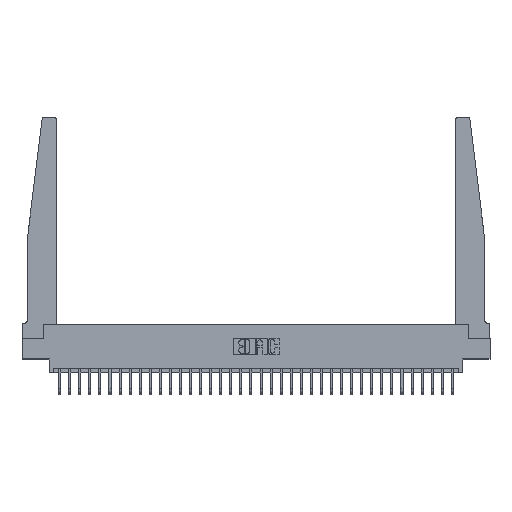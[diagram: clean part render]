
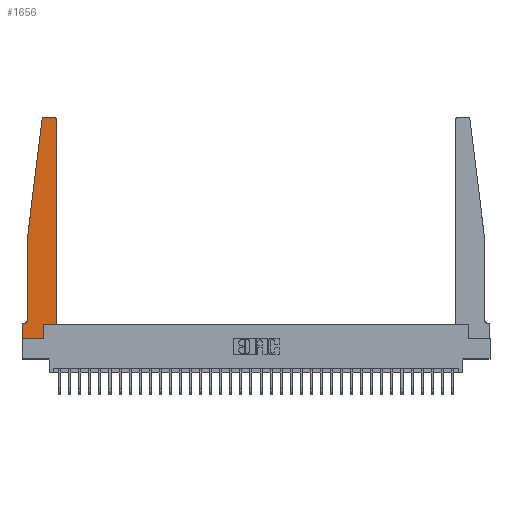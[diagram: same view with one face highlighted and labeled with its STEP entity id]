
A CAD part, top view. The second image highlights one B-rep face of the part: STEP entity #1656.
In plain terms, the highlighted planar face has unit normal (0, 0, 1).
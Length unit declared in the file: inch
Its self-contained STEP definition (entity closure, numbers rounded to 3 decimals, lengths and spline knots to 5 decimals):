
#53 = DIRECTION ( 'NONE',  ( 0., 1., 0. ) ) ;
#924 = EDGE_CURVE ( 'NONE', #14990, #13707, #24871, .T. ) ;
#956 = VECTOR ( 'NONE', #7876, 39.37008 ) ;
#1115 = EDGE_CURVE ( 'NONE', #9821, #2855, #2596, .T. ) ;
#1375 = EDGE_CURVE ( 'NONE', #13707, #1956, #22613, .T. ) ;
#1654 = DIRECTION ( 'NONE',  ( 0., 0., 1. ) ) ;
#1656 = ADVANCED_FACE ( 'NONE', ( #15057 ), #9465, .T. ) ;
#1956 = VERTEX_POINT ( 'NONE', #5353 ) ;
#2346 = VECTOR ( 'NONE', #5877, 39.37008 ) ;
#2418 = VECTOR ( 'NONE', #24182, 39.37008 ) ;
#2474 = CARTESIAN_POINT ( 'NONE',  ( 0.395, 2.75, 0.37 ) ) ;
#2526 = AXIS2_PLACEMENT_3D ( 'NONE', #17268, #7579, #25584 ) ;
#2596 = LINE ( 'NONE', #23313, #8774 ) ;
#2690 = EDGE_CURVE ( 'NONE', #30713, #26274, #21388, .T. ) ;
#2811 = CARTESIAN_POINT ( 'NONE',  ( 0.2605, 0.18, 0.37 ) ) ;
#2855 = VERTEX_POINT ( 'NONE', #7022 ) ;
#3284 = LINE ( 'NONE', #8732, #2418 ) ;
#4524 = VECTOR ( 'NONE', #19160, 39.37008 ) ;
#4830 = AXIS2_PLACEMENT_3D ( 'NONE', #21022, #7798, #31359 ) ;
#4980 = CARTESIAN_POINT ( 'NONE',  ( 0.2605, 0.18, 0.37 ) ) ;
#5238 = CARTESIAN_POINT ( 'NONE',  ( 0.065, 1.25, 0.37 ) ) ;
#5353 = CARTESIAN_POINT ( 'NONE',  ( 0.065, 0.2375, 0.37 ) ) ;
#5530 = CARTESIAN_POINT ( 'NONE',  ( 0., 0., 0.37 ) ) ;
#5776 = VECTOR ( 'NONE', #9718, 39.37008 ) ;
#5877 = DIRECTION ( 'NONE',  ( -1., 0., 0. ) ) ;
#6115 = CARTESIAN_POINT ( 'NONE',  ( 0.24675, 2.72367, 0.37 ) ) ;
#6577 = CARTESIAN_POINT ( 'NONE',  ( 0.395, 2.72, 0.37 ) ) ;
#6855 = EDGE_CURVE ( 'NONE', #2855, #21970, #26971, .T. ) ;
#7022 = CARTESIAN_POINT ( 'NONE',  ( 0.425, 2.72, 0.37 ) ) ;
#7277 = ORIENTED_EDGE ( 'NONE', *, *, #16594, .T. ) ;
#7371 = DIRECTION ( 'NONE',  ( -0.122, -0.992, 0. ) ) ;
#7579 = DIRECTION ( 'NONE',  ( 0., 0., 1. ) ) ;
#7798 = DIRECTION ( 'NONE',  ( 0., 0., 1. ) ) ;
#7876 = DIRECTION ( 'NONE',  ( 0., 1., 0. ) ) ;
#8420 = ORIENTED_EDGE ( 'NONE', *, *, #16145, .T. ) ;
#8732 = CARTESIAN_POINT ( 'NONE',  ( 0.425, 0.18, 0.37 ) ) ;
#8774 = VECTOR ( 'NONE', #53, 39.37008 ) ;
#8900 = AXIS2_PLACEMENT_3D ( 'NONE', #17906, #28257, #32699 ) ;
#9465 = PLANE ( 'NONE',  #2526 ) ;
#9718 = DIRECTION ( 'NONE',  ( 0., -1., 0. ) ) ;
#9821 = VERTEX_POINT ( 'NONE', #17980 ) ;
#9840 = EDGE_CURVE ( 'NONE', #17097, #14990, #13518, .T. ) ;
#10591 = LINE ( 'NONE', #4980, #956 ) ;
#10812 = ORIENTED_EDGE ( 'NONE', *, *, #27708, .T. ) ;
#11833 = CARTESIAN_POINT ( 'NONE',  ( 0., 0.1875, 0.37 ) ) ;
#12064 = CARTESIAN_POINT ( 'NONE',  ( 0.27653, 2.75, 0.37 ) ) ;
#12706 = VERTEX_POINT ( 'NONE', #2811 ) ;
#12852 = ORIENTED_EDGE ( 'NONE', *, *, #2690, .T. ) ;
#12866 = AXIS2_PLACEMENT_3D ( 'NONE', #6577, #1654, #32533 ) ;
#13235 = CIRCLE ( 'NONE', #8900, 0.05 ) ;
#13518 = CIRCLE ( 'NONE', #4830, 0.03 ) ;
#13707 = VERTEX_POINT ( 'NONE', #5238 ) ;
#14618 = CARTESIAN_POINT ( 'NONE',  ( 0.015, 0.1875, 0.37 ) ) ;
#14990 = VERTEX_POINT ( 'NONE', #6115 ) ;
#15057 = FACE_OUTER_BOUND ( 'NONE', #22011, .T. ) ;
#15369 = ORIENTED_EDGE ( 'NONE', *, *, #6855, .T. ) ;
#16078 = ORIENTED_EDGE ( 'NONE', *, *, #1375, .T. ) ;
#16086 = CARTESIAN_POINT ( 'NONE',  ( 0.25, 2.75, 0.37 ) ) ;
#16145 = EDGE_CURVE ( 'NONE', #19585, #30713, #20660, .T. ) ;
#16575 = VECTOR ( 'NONE', #7371, 39.37008 ) ;
#16594 = EDGE_CURVE ( 'NONE', #1956, #19585, #13235, .T. ) ;
#17076 = DIRECTION ( 'NONE',  ( 1., 0., 0. ) ) ;
#17097 = VERTEX_POINT ( 'NONE', #12064 ) ;
#17268 = CARTESIAN_POINT ( 'NONE',  ( 0., 0.1875, 0.37 ) ) ;
#17743 = EDGE_CURVE ( 'NONE', #12706, #9821, #3284, .T. ) ;
#17906 = CARTESIAN_POINT ( 'NONE',  ( 0.015, 0.2375, 0.37 ) ) ;
#17980 = CARTESIAN_POINT ( 'NONE',  ( 0.425, 0.18, 0.37 ) ) ;
#18920 = ORIENTED_EDGE ( 'NONE', *, *, #9840, .T. ) ;
#19160 = DIRECTION ( 'NONE',  ( -1., 0., 0. ) ) ;
#19585 = VERTEX_POINT ( 'NONE', #14618 ) ;
#19776 = CARTESIAN_POINT ( 'NONE',  ( 0.065, 1.25, 0.37 ) ) ;
#19961 = CARTESIAN_POINT ( 'NONE',  ( 0.2605, 0., 0.37 ) ) ;
#20660 = LINE ( 'NONE', #21338, #2346 ) ;
#21022 = CARTESIAN_POINT ( 'NONE',  ( 0.27653, 2.72, 0.37 ) ) ;
#21338 = CARTESIAN_POINT ( 'NONE',  ( 0.065, 0.1875, 0.37 ) ) ;
#21388 = LINE ( 'NONE', #26816, #24255 ) ;
#21970 = VERTEX_POINT ( 'NONE', #2474 ) ;
#21973 = ORIENTED_EDGE ( 'NONE', *, *, #17743, .T. ) ;
#22011 = EDGE_LOOP ( 'NONE', ( #28065, #18920, #29661, #16078, #7277, #8420, #12852, #10812, #31522, #21973, #24134, #15369 ) ) ;
#22613 = LINE ( 'NONE', #32947, #5776 ) ;
#23313 = CARTESIAN_POINT ( 'NONE',  ( 0.425, 0.18, 0.37 ) ) ;
#23338 = EDGE_CURVE ( 'NONE', #26408, #12706, #10591, .T. ) ;
#24077 = LINE ( 'NONE', #16086, #4524 ) ;
#24134 = ORIENTED_EDGE ( 'NONE', *, *, #1115, .T. ) ;
#24182 = DIRECTION ( 'NONE',  ( 1., 0., 0. ) ) ;
#24255 = VECTOR ( 'NONE', #31720, 39.37008 ) ;
#24383 = VECTOR ( 'NONE', #17076, 39.37008 ) ;
#24871 = LINE ( 'NONE', #19776, #16575 ) ;
#25584 = DIRECTION ( 'NONE',  ( 1., 0., 0. ) ) ;
#26274 = VERTEX_POINT ( 'NONE', #5530 ) ;
#26408 = VERTEX_POINT ( 'NONE', #19961 ) ;
#26816 = CARTESIAN_POINT ( 'NONE',  ( 0., 0., 0.37 ) ) ;
#26971 = CIRCLE ( 'NONE', #12866, 0.03 ) ;
#27708 = EDGE_CURVE ( 'NONE', #26274, #26408, #29976, .T. ) ;
#28065 = ORIENTED_EDGE ( 'NONE', *, *, #31859, .T. ) ;
#28257 = DIRECTION ( 'NONE',  ( 0., 0., -1. ) ) ;
#29661 = ORIENTED_EDGE ( 'NONE', *, *, #924, .T. ) ;
#29976 = LINE ( 'NONE', #30315, #24383 ) ;
#30315 = CARTESIAN_POINT ( 'NONE',  ( 0., 0., 0.37 ) ) ;
#30713 = VERTEX_POINT ( 'NONE', #11833 ) ;
#31359 = DIRECTION ( 'NONE',  ( 1., 0., 0. ) ) ;
#31522 = ORIENTED_EDGE ( 'NONE', *, *, #23338, .T. ) ;
#31720 = DIRECTION ( 'NONE',  ( 0., -1., 0. ) ) ;
#31859 = EDGE_CURVE ( 'NONE', #21970, #17097, #24077, .T. ) ;
#32533 = DIRECTION ( 'NONE',  ( 1., 0., 0. ) ) ;
#32699 = DIRECTION ( 'NONE',  ( -1., 0., 0. ) ) ;
#32947 = CARTESIAN_POINT ( 'NONE',  ( 0.065, 1.25, 0.37 ) ) ;
